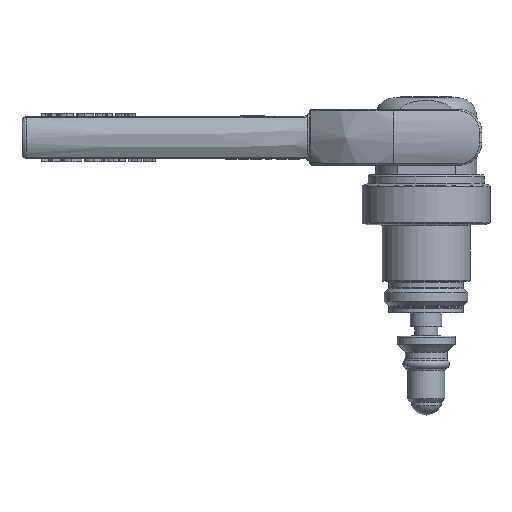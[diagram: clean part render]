
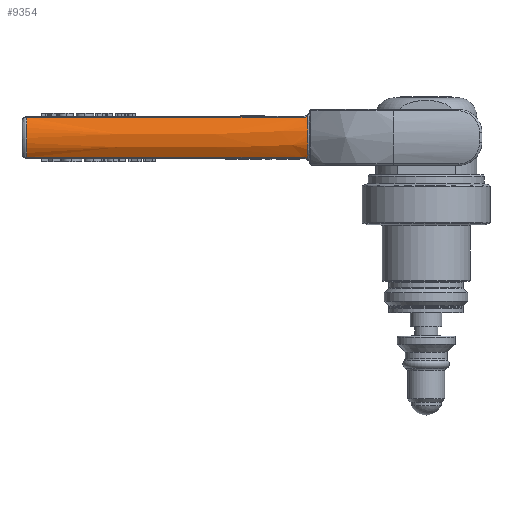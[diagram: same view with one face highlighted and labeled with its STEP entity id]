
A CAD part, left-side view. The second image highlights one B-rep face of the part: STEP entity #9354.
In plain terms, the highlighted free-form (B-spline) face has degree [3, 3] with [6, 4] control points.
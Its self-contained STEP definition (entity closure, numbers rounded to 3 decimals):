
#266=B_SPLINE_SURFACE_WITH_KNOTS('',3,3,((#16241,#16242,#16243,#16244),
(#16245,#16246,#16247,#16248),(#16249,#16250,#16251,#16252),(#16253,#16254,
#16255,#16256),(#16257,#16258,#16259,#16260),(#16261,#16262,#16263,#16264)),
 .UNSPECIFIED.,.F.,.F.,.F.,(4,1,1,4),(4,4),(-0.011,0.281,
0.573,1.011),(0.016,0.992),
 .UNSPECIFIED.);
#2099=B_SPLINE_CURVE_WITH_KNOTS('',3,(#16214,#16215,#16216,#16217,#16218),
 .UNSPECIFIED.,.F.,.F.,(4,1,4),(-0.855,-0.516,-0.064),
 .UNSPECIFIED.);
#2100=B_SPLINE_CURVE_WITH_KNOTS('',3,(#16236,#16237,#16238,#16239),
 .UNSPECIFIED.,.F.,.F.,(4,4),(-5.951,0.),
 .UNSPECIFIED.);
#2101=B_SPLINE_CURVE_WITH_KNOTS('',3,(#16266,#16267,#16268,#16269),
 .UNSPECIFIED.,.F.,.F.,(4,4),(-6.053,-0.102),
 .UNSPECIFIED.);
#2102=B_SPLINE_CURVE_WITH_KNOTS('',3,(#16271,#16272,#16273,#16274),
 .UNSPECIFIED.,.F.,.F.,(4,4),(-0.106,0.),.UNSPECIFIED.);
#2103=B_SPLINE_CURVE_WITH_KNOTS('',3,(#16276,#16277,#16278,#16279,#16280,
#16281),.UNSPECIFIED.,.F.,.F.,(4,1,1,4),(0.236,0.675,
1.049,1.301),.UNSPECIFIED.);
#2104=B_SPLINE_CURVE_WITH_KNOTS('',3,(#16282,#16283,#16284,#16285),
 .UNSPECIFIED.,.F.,.F.,(4,4),(-0.106,0.),.UNSPECIFIED.);
#2546=FACE_OUTER_BOUND('',#3087,.T.);
#3087=EDGE_LOOP('',(#7569,#7570,#7571,#7572,#7573,#7574));
#4084=VERTEX_POINT('',#15833);
#4087=VERTEX_POINT('',#15906);
#4097=VERTEX_POINT('',#16235);
#4098=VERTEX_POINT('',#16265);
#4099=VERTEX_POINT('',#16270);
#4100=VERTEX_POINT('',#16275);
#5283=EDGE_CURVE('',#4087,#4084,#2099,.T.);
#5284=EDGE_CURVE('',#4084,#4097,#2100,.T.);
#5286=EDGE_CURVE('',#4098,#4087,#2101,.T.);
#5287=EDGE_CURVE('',#4099,#4098,#2102,.T.);
#5288=EDGE_CURVE('',#4100,#4099,#2103,.T.);
#5289=EDGE_CURVE('',#4097,#4100,#2104,.T.);
#7569=ORIENTED_EDGE('',*,*,#5283,.F.);
#7570=ORIENTED_EDGE('',*,*,#5286,.F.);
#7571=ORIENTED_EDGE('',*,*,#5287,.F.);
#7572=ORIENTED_EDGE('',*,*,#5288,.F.);
#7573=ORIENTED_EDGE('',*,*,#5289,.F.);
#7574=ORIENTED_EDGE('',*,*,#5284,.F.);
#9354=ADVANCED_FACE('',(#2546),#266,.F.);
#15833=CARTESIAN_POINT('',(-5.493,85.981,12.308));
#15906=CARTESIAN_POINT('',(-5.493,85.981,3.692));
#16214=CARTESIAN_POINT('Ctrl Pts',(-5.493,85.981,3.692));
#16215=CARTESIAN_POINT('Ctrl Pts',(-6.309,85.978,4.738));
#16216=CARTESIAN_POINT('Ctrl Pts',(-7.504,85.974,7.737));
#16217=CARTESIAN_POINT('Ctrl Pts',(-6.582,85.977,10.913));
#16218=CARTESIAN_POINT('Ctrl Pts',(-5.493,85.981,12.308));
#16235=CARTESIAN_POINT('',(-4.054,26.49,12.308));
#16236=CARTESIAN_POINT('Ctrl Pts',(-5.493,85.981,12.308));
#16237=CARTESIAN_POINT('Ctrl Pts',(-5.013,66.151,12.308));
#16238=CARTESIAN_POINT('Ctrl Pts',(-4.533,46.321,12.308));
#16239=CARTESIAN_POINT('Ctrl Pts',(-4.054,26.49,12.308));
#16241=CARTESIAN_POINT('Ctrl Pts',(-5.265,85.981,3.415));
#16242=CARTESIAN_POINT('Ctrl Pts',(-4.777,65.824,3.415));
#16243=CARTESIAN_POINT('Ctrl Pts',(-4.289,45.666,3.415));
#16244=CARTESIAN_POINT('Ctrl Pts',(-3.802,25.509,3.415));
#16245=CARTESIAN_POINT('Ctrl Pts',(-5.888,85.981,4.135));
#16246=CARTESIAN_POINT('Ctrl Pts',(-5.401,65.824,4.135));
#16247=CARTESIAN_POINT('Ctrl Pts',(-4.913,45.666,4.135));
#16248=CARTESIAN_POINT('Ctrl Pts',(-4.425,25.509,4.135));
#16249=CARTESIAN_POINT('Ctrl Pts',(-6.835,85.981,5.83));
#16250=CARTESIAN_POINT('Ctrl Pts',(-6.348,65.824,5.83));
#16251=CARTESIAN_POINT('Ctrl Pts',(-5.86,45.666,5.83));
#16252=CARTESIAN_POINT('Ctrl Pts',(-5.372,25.509,5.83));
#16253=CARTESIAN_POINT('Ctrl Pts',(-7.186,85.981,9.217));
#16254=CARTESIAN_POINT('Ctrl Pts',(-6.698,65.824,9.217));
#16255=CARTESIAN_POINT('Ctrl Pts',(-6.21,45.666,9.217));
#16256=CARTESIAN_POINT('Ctrl Pts',(-5.723,25.509,9.217));
#16257=CARTESIAN_POINT('Ctrl Pts',(-6.2,85.981,11.506));
#16258=CARTESIAN_POINT('Ctrl Pts',(-5.713,65.824,11.506));
#16259=CARTESIAN_POINT('Ctrl Pts',(-5.225,45.666,11.506));
#16260=CARTESIAN_POINT('Ctrl Pts',(-4.737,25.509,11.506));
#16261=CARTESIAN_POINT('Ctrl Pts',(-5.265,85.981,12.585));
#16262=CARTESIAN_POINT('Ctrl Pts',(-4.777,65.824,12.585));
#16263=CARTESIAN_POINT('Ctrl Pts',(-4.289,45.666,12.585));
#16264=CARTESIAN_POINT('Ctrl Pts',(-3.802,25.509,12.585));
#16265=CARTESIAN_POINT('',(-4.054,26.49,3.692));
#16266=CARTESIAN_POINT('Ctrl Pts',(-4.054,26.49,3.692));
#16267=CARTESIAN_POINT('Ctrl Pts',(-4.533,46.321,3.692));
#16268=CARTESIAN_POINT('Ctrl Pts',(-5.013,66.151,3.692));
#16269=CARTESIAN_POINT('Ctrl Pts',(-5.493,85.981,3.692));
#16270=CARTESIAN_POINT('',(-3.802,25.509,3.415));
#16271=CARTESIAN_POINT('Ctrl Pts',(-3.802,25.509,3.415));
#16272=CARTESIAN_POINT('Ctrl Pts',(-3.956,25.789,3.585));
#16273=CARTESIAN_POINT('Ctrl Pts',(-4.045,26.139,3.692));
#16274=CARTESIAN_POINT('Ctrl Pts',(-4.054,26.49,3.692));
#16275=CARTESIAN_POINT('',(-3.802,25.509,12.585));
#16276=CARTESIAN_POINT('Ctrl Pts',(-3.799,25.509,12.583));
#16277=CARTESIAN_POINT('Ctrl Pts',(-4.693,25.511,11.542));
#16278=CARTESIAN_POINT('Ctrl Pts',(-5.786,25.513,9.122));
#16279=CARTESIAN_POINT('Ctrl Pts',(-5.349,25.512,5.71));
#16280=CARTESIAN_POINT('Ctrl Pts',(-4.316,25.51,4.012));
#16281=CARTESIAN_POINT('Ctrl Pts',(-3.801,25.509,3.416));
#16282=CARTESIAN_POINT('Ctrl Pts',(-4.054,26.49,12.308));
#16283=CARTESIAN_POINT('Ctrl Pts',(-4.045,26.138,12.308));
#16284=CARTESIAN_POINT('Ctrl Pts',(-3.956,25.789,12.415));
#16285=CARTESIAN_POINT('Ctrl Pts',(-3.802,25.509,12.585));
